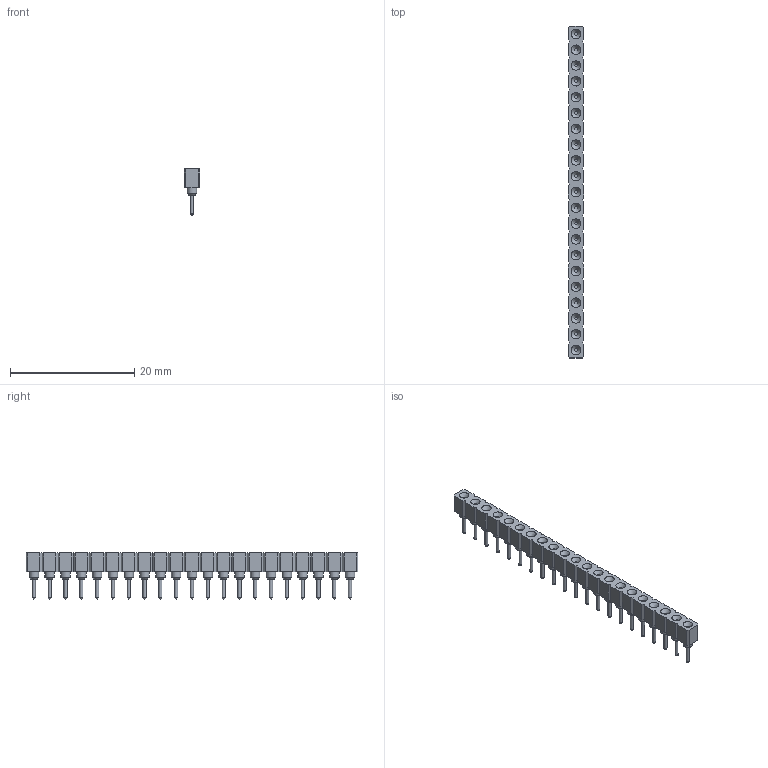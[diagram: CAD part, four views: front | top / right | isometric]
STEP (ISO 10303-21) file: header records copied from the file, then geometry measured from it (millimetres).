
FILE_DESCRIPTION(/* description */ ('model of MachinePinSocket_1x21_P2.54mm'),/* implementation_level */ '2;1');
FILE_NAME(/* name */ 'MachinePinSocket_1x21_P2.54mm.step',/* time_stamp */ '1970-01-01T00:00:00',/* author */ ('KiCAD','kicad'),/* organization */ ('OCCT'),/* preprocessor_version */ '',/* originating_system */ 'KiCAD',/* authorisation */ '');
FILE_SCHEMA(('AUTOMOTIVE_DESIGN { 1 0 10303 214 1 1 1 1 }'));
Length unit declared in the file: millimetre
Products named in the file (1): MachinePinSocket_1x21_P2.54mm
Bounding box: 2.54 x 53.34 x 7.43 mm (x, y, z)
Volume: 425.5 mm3; surface area: 974.5 mm2
Topology: 1 solids, 1 shells, 298 faces, 720 edges, 466 vertices
Faces by surface type: plane 172, cylinder 63, cone 42, sphere 21
Full cylindrical faces by diameter (mm): 0.51 x42, 1.524 x21
Entity records: 5764 total; most frequent: ORIENTED_EDGE 1228, EDGE_CURVE 699, CARTESIAN_POINT 645, LINE 489, VERTEX_POINT 466, AXIS2_PLACEMENT_3D 370, FACE_BOUND 361, EDGE_LOOP 361
